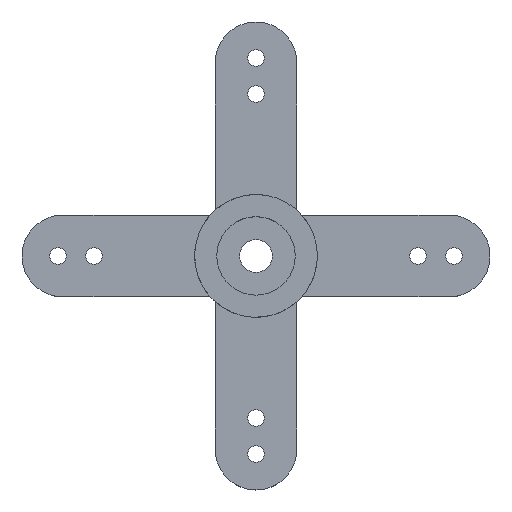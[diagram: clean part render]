
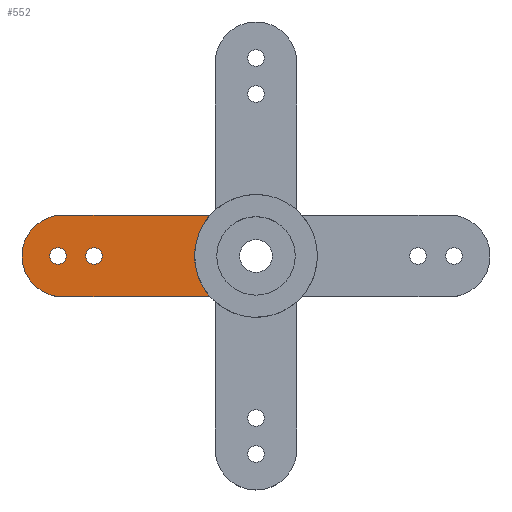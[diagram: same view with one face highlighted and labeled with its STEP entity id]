
A CAD part, top view. The second image highlights one B-rep face of the part: STEP entity #552.
In plain terms, the highlighted planar face has unit normal (0, 0, 1).
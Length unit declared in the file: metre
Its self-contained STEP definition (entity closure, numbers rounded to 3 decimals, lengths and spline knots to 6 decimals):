
#29=PLANE('',#629);
#61=LINE('',#941,#93);
#62=LINE('',#942,#94);
#93=VECTOR('',#781,1.);
#94=VECTOR('',#782,1.);
#201=ORIENTED_EDGE('',*,*,#296,.F.);
#202=ORIENTED_EDGE('',*,*,#295,.F.);
#203=ORIENTED_EDGE('',*,*,#297,.F.);
#204=ORIENTED_EDGE('',*,*,#251,.T.);
#205=ORIENTED_EDGE('',*,*,#298,.F.);
#206=ORIENTED_EDGE('',*,*,#293,.T.);
#251=EDGE_CURVE('',#321,#320,#366,.F.);
#293=EDGE_CURVE('',#352,#351,#390,.T.);
#295=EDGE_CURVE('',#353,#353,#391,.T.);
#296=EDGE_CURVE('',#354,#354,#392,.T.);
#297=EDGE_CURVE('',#321,#351,#61,.T.);
#298=EDGE_CURVE('',#352,#320,#62,.T.);
#320=VERTEX_POINT('',#839);
#321=VERTEX_POINT('',#841);
#351=VERTEX_POINT('',#930);
#352=VERTEX_POINT('',#932);
#353=VERTEX_POINT('',#936);
#354=VERTEX_POINT('',#939);
#366=CIRCLE('',#582,0.00375);
#390=CIRCLE('',#624,0.0025);
#391=CIRCLE('',#626,0.0005);
#392=CIRCLE('',#628,0.0005);
#441=EDGE_LOOP('',(#201));
#442=EDGE_LOOP('',(#202));
#443=EDGE_LOOP('',(#203,#204,#205,#206));
#501=FACE_BOUND('',#441,.T.);
#502=FACE_BOUND('',#442,.T.);
#503=FACE_BOUND('',#443,.T.);
#552=ADVANCED_FACE('',(#501,#502,#503),#29,.T.);
#582=AXIS2_PLACEMENT_3D('',#840,#666,#667);
#624=AXIS2_PLACEMENT_3D('',#931,#768,#769);
#626=AXIS2_PLACEMENT_3D('',#935,#773,#774);
#628=AXIS2_PLACEMENT_3D('',#938,#777,#778);
#629=AXIS2_PLACEMENT_3D('',#940,#779,#780);
#666=DIRECTION('',(0.,0.,1.));
#667=DIRECTION('',(-1.,0.,0.));
#768=DIRECTION('',(0.,0.,1.));
#769=DIRECTION('',(-1.,0.,0.));
#773=DIRECTION('',(0.,0.,1.));
#774=DIRECTION('',(-1.,0.,0.));
#777=DIRECTION('',(0.,0.,1.));
#778=DIRECTION('',(-1.,0.,0.));
#779=DIRECTION('',(0.,0.,1.));
#780=DIRECTION('',(-1.,0.,0.));
#781=DIRECTION('',(-1.,0.,0.));
#782=DIRECTION('',(1.,0.,0.));
#839=CARTESIAN_POINT('',(-0.002795,0.0025,0.0017));
#840=CARTESIAN_POINT('',(0.,0.,0.0017));
#841=CARTESIAN_POINT('',(-0.002795,-0.0025,0.0017));
#930=CARTESIAN_POINT('',(-0.0118,-0.0025,0.0017));
#931=CARTESIAN_POINT('',(-0.0118,0.,0.0017));
#932=CARTESIAN_POINT('',(-0.0118,0.0025,0.0017));
#935=CARTESIAN_POINT('',(-0.0121,0.,0.0017));
#936=CARTESIAN_POINT('',(-0.0126,0.,0.0017));
#938=CARTESIAN_POINT('',(-0.0099,0.,0.0017));
#939=CARTESIAN_POINT('',(-0.0104,0.,0.0017));
#940=CARTESIAN_POINT('',(0.,0.,0.0017));
#941=CARTESIAN_POINT('',(0.,-0.0025,0.0017));
#942=CARTESIAN_POINT('',(0.,0.0025,0.0017));
